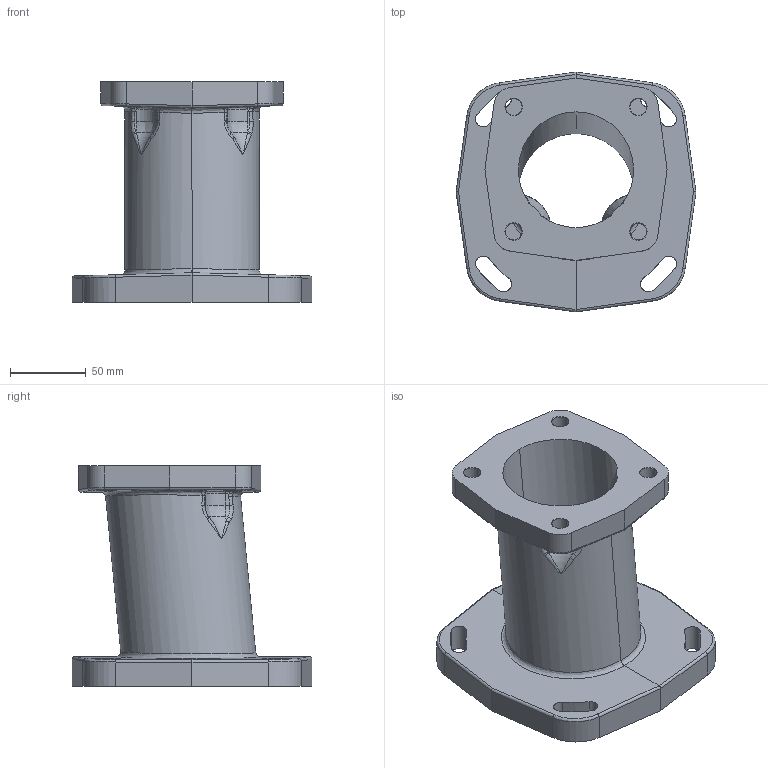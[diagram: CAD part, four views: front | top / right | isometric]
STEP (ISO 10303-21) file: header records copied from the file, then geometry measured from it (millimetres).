
FILE_DESCRIPTION((''),'2;1');
FILE_NAME('D42029','2017-07-18T',('sobrien2'),(''),'CREO PARAMETRIC BY PTC INC, 2015290','CREO PARAMETRIC BY PTC INC, 2015290','');
FILE_SCHEMA(('CONFIG_CONTROL_DESIGN'));
Length unit declared in the file: inch
Products named in the file (1): D42029
Bounding box: 158.75 x 158.75 x 146.05 mm (x, y, z)
Volume: 612369.4 mm3; surface area: 133652.4 mm2
Topology: 1 solids, 1 shells, 176 faces, 420 edges, 246 vertices
Faces by surface type: bspline 68, cylinder 58, plane 26, cone 10, extrusion 8, torus 6
Entity records: 9419 total; most frequent: CARTESIAN_POINT 5841, ORIENTED_EDGE 840, DIRECTION 562, EDGE_CURVE 420, VERTEX_POINT 246, AXIS2_PLACEMENT_3D 208, EDGE_LOOP 194, B_SPLINE_CURVE_WITH_KNOTS 182
